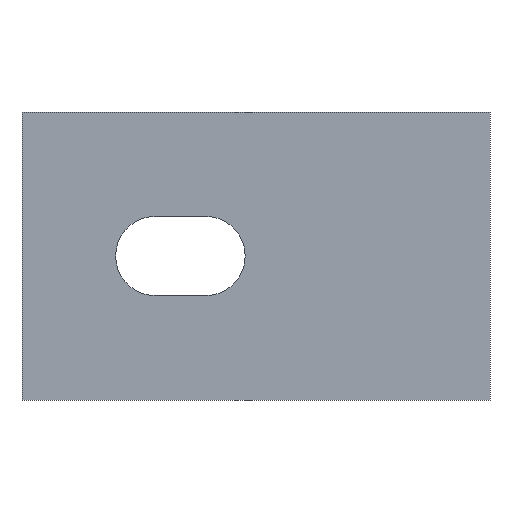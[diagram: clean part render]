
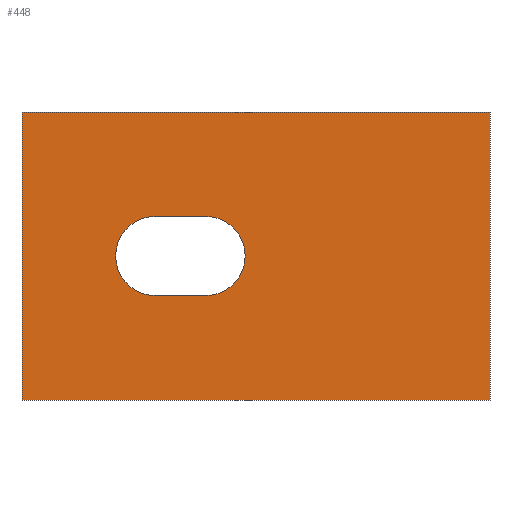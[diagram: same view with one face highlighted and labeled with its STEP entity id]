
A CAD part, left-side view. The second image highlights one B-rep face of the part: STEP entity #448.
In plain terms, the highlighted face is planar.
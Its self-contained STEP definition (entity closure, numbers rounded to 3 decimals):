
#1 = DIRECTION ( 'NONE',  ( 0., 1., 0. ) ) ;
#30 = EDGE_CURVE ( 'NONE', #219, #344, #245, .T. ) ;
#62 = EDGE_LOOP ( 'NONE', ( #304, #569, #154, #230 ) ) ;
#73 = DIRECTION ( 'NONE',  ( 1., 0., 0. ) ) ;
#76 = ORIENTED_EDGE ( 'NONE', *, *, #30, .T. ) ;
#80 = PLANE ( 'NONE',  #449 ) ;
#109 = CARTESIAN_POINT ( 'NONE',  ( 5.5, 39.5, -5. ) ) ;
#136 = EDGE_CURVE ( 'NONE', #1074, #716, #604, .T. ) ;
#154 = ORIENTED_EDGE ( 'NONE', *, *, #1114, .F. ) ;
#177 = DIRECTION ( 'NONE',  ( 0., -1., 0. ) ) ;
#182 = DIRECTION ( 'NONE',  ( 0., 1., 0. ) ) ;
#201 = DIRECTION ( 'NONE',  ( 1., 0., 0. ) ) ;
#207 = DIRECTION ( 'NONE',  ( 0., 0., 1. ) ) ;
#211 = VERTEX_POINT ( 'NONE', #215 ) ;
#215 = CARTESIAN_POINT ( 'NONE',  ( 5.5, 46.5, -5. ) ) ;
#219 = VERTEX_POINT ( 'NONE', #393 ) ;
#230 = ORIENTED_EDGE ( 'NONE', *, *, #136, .F. ) ;
#245 = LINE ( 'NONE', #669, #1058 ) ;
#252 = LINE ( 'NONE', #600, #984 ) ;
#270 = CIRCLE ( 'NONE', #855, 5.5 ) ;
#304 = ORIENTED_EDGE ( 'NONE', *, *, #416, .F. ) ;
#344 = VERTEX_POINT ( 'NONE', #493 ) ;
#356 = CARTESIAN_POINT ( 'NONE',  ( -20., 0., -5. ) ) ;
#365 = CARTESIAN_POINT ( 'NONE',  ( 5.5, 39.5, -5. ) ) ;
#367 = CARTESIAN_POINT ( 'NONE',  ( 20., 0., -5. ) ) ;
#393 = CARTESIAN_POINT ( 'NONE',  ( -5.5, 46.5, -5. ) ) ;
#397 = EDGE_CURVE ( 'NONE', #344, #913, #270, .T. ) ;
#416 = EDGE_CURVE ( 'NONE', #811, #1074, #591, .T. ) ;
#424 = CARTESIAN_POINT ( 'NONE',  ( 20., 65., -5. ) ) ;
#427 = CARTESIAN_POINT ( 'NONE',  ( -20., 65., -5. ) ) ;
#436 = DIRECTION ( 'NONE',  ( 0., -1., 0. ) ) ;
#448 = ADVANCED_FACE ( 'NONE', ( #846, #673 ), #80, .T. ) ;
#449 = AXIS2_PLACEMENT_3D ( 'NONE', #427, #1025, #1038 ) ;
#470 = EDGE_CURVE ( 'NONE', #211, #219, #1034, .T. ) ;
#493 = CARTESIAN_POINT ( 'NONE',  ( -5.5, 39.5, -5. ) ) ;
#517 = CARTESIAN_POINT ( 'NONE',  ( 0., 46.5, -5. ) ) ;
#520 = LINE ( 'NONE', #109, #758 ) ;
#569 = ORIENTED_EDGE ( 'NONE', *, *, #636, .F. ) ;
#591 = LINE ( 'NONE', #356, #634 ) ;
#600 = CARTESIAN_POINT ( 'NONE',  ( 20., 0., -5. ) ) ;
#604 = LINE ( 'NONE', #970, #854 ) ;
#634 = VECTOR ( 'NONE', #436, 1000. ) ;
#636 = EDGE_CURVE ( 'NONE', #1044, #811, #827, .T. ) ;
#651 = VECTOR ( 'NONE', #660, 1000. ) ;
#660 = DIRECTION ( 'NONE',  ( -1., 0., 0. ) ) ;
#664 = CARTESIAN_POINT ( 'NONE',  ( -20., 0., -5. ) ) ;
#669 = CARTESIAN_POINT ( 'NONE',  ( -5.5, 39.5, -5. ) ) ;
#673 = FACE_OUTER_BOUND ( 'NONE', #62, .T. ) ;
#700 = EDGE_CURVE ( 'NONE', #913, #211, #520, .T. ) ;
#705 = ORIENTED_EDGE ( 'NONE', *, *, #700, .T. ) ;
#710 = AXIS2_PLACEMENT_3D ( 'NONE', #517, #207, #1051 ) ;
#716 = VERTEX_POINT ( 'NONE', #367 ) ;
#735 = CARTESIAN_POINT ( 'NONE',  ( -20., 65., -5. ) ) ;
#743 = CARTESIAN_POINT ( 'NONE',  ( -20., 65., -5. ) ) ;
#752 = DIRECTION ( 'NONE',  ( 0., 0., 1. ) ) ;
#753 = ORIENTED_EDGE ( 'NONE', *, *, #397, .T. ) ;
#758 = VECTOR ( 'NONE', #182, 1000. ) ;
#811 = VERTEX_POINT ( 'NONE', #743 ) ;
#827 = LINE ( 'NONE', #735, #651 ) ;
#846 = FACE_BOUND ( 'NONE', #967, .T. ) ;
#854 = VECTOR ( 'NONE', #201, 1000. ) ;
#855 = AXIS2_PLACEMENT_3D ( 'NONE', #948, #752, #73 ) ;
#867 = ORIENTED_EDGE ( 'NONE', *, *, #470, .T. ) ;
#913 = VERTEX_POINT ( 'NONE', #365 ) ;
#948 = CARTESIAN_POINT ( 'NONE',  ( 0., 39.5, -5. ) ) ;
#967 = EDGE_LOOP ( 'NONE', ( #753, #705, #867, #76 ) ) ;
#970 = CARTESIAN_POINT ( 'NONE',  ( -20., 0., -5. ) ) ;
#984 = VECTOR ( 'NONE', #1, 1000. ) ;
#1025 = DIRECTION ( 'NONE',  ( 0., 0., -1. ) ) ;
#1034 = CIRCLE ( 'NONE', #710, 5.5 ) ;
#1038 = DIRECTION ( 'NONE',  ( -1., 0., 0. ) ) ;
#1044 = VERTEX_POINT ( 'NONE', #424 ) ;
#1051 = DIRECTION ( 'NONE',  ( 1., 0., 0. ) ) ;
#1058 = VECTOR ( 'NONE', #177, 1000. ) ;
#1074 = VERTEX_POINT ( 'NONE', #664 ) ;
#1114 = EDGE_CURVE ( 'NONE', #716, #1044, #252, .T. ) ;
